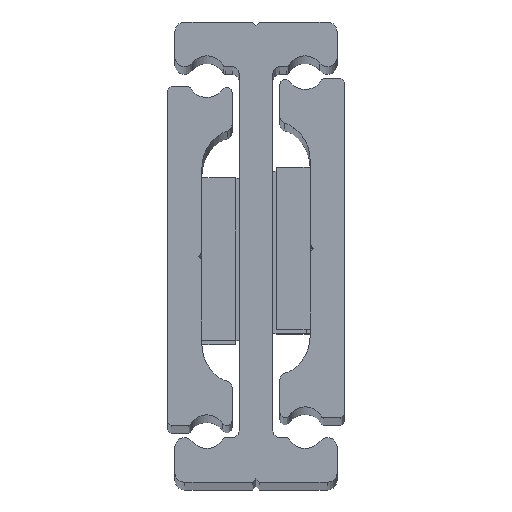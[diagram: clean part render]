
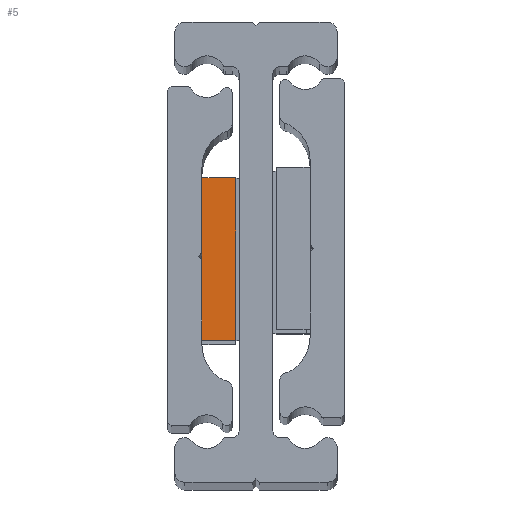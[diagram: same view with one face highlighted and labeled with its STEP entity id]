
A CAD part, top view. The second image highlights one B-rep face of the part: STEP entity #5.
In plain terms, the highlighted planar face has unit normal (0, 0, 1).
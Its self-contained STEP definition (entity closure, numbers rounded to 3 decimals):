
#5 = ADVANCED_FACE ( 'NONE', ( #4515 ), #2255, .T. ) ;
#123 = CARTESIAN_POINT ( 'NONE',  ( -10., -12., 401.55 ) ) ;
#125 = CARTESIAN_POINT ( 'NONE',  ( -10., 12., 401.55 ) ) ;
#135 = CARTESIAN_POINT ( 'NONE',  ( -5., 12., 401.55 ) ) ;
#234 = CARTESIAN_POINT ( 'NONE',  ( -5., 0.5, 401.55 ) ) ;
#250 = CARTESIAN_POINT ( 'NONE',  ( -5., -0.5, 401.55 ) ) ;
#279 = CARTESIAN_POINT ( 'NONE',  ( -5., -12., 401.55 ) ) ;
#1191 = EDGE_LOOP ( 'NONE', ( #4187, #4188, #4189, #4190, #4191, #4192 ) ) ;
#1473 = CARTESIAN_POINT ( 'NONE',  ( -37.153, 12., 401.55 ) ) ;
#1474 = DIRECTION ( 'NONE',  ( 1., 0., 0. ) ) ;
#1475 = CARTESIAN_POINT ( 'NONE',  ( -10., 12., 401.55 ) ) ;
#1478 = DIRECTION ( 'NONE',  ( 0., 1., 0. ) ) ;
#1484 = CARTESIAN_POINT ( 'NONE',  ( -37.153, -12., 401.55 ) ) ;
#1485 = DIRECTION ( 'NONE',  ( 1., 0., 0. ) ) ;
#1486 = CARTESIAN_POINT ( 'NONE',  ( -5., 12., 401.55 ) ) ;
#1490 = DIRECTION ( 'NONE',  ( 0., -1., 0. ) ) ;
#1828 = EDGE_CURVE ( 'NONE', #2266, #2372, #3077, .T. ) ;
#1846 = EDGE_CURVE ( 'NONE', #2388, #2435, #3111, .T. ) ;
#1932 = EDGE_CURVE ( 'NONE', #2250, #2266, #3247, .T. ) ;
#1934 = EDGE_CURVE ( 'NONE', #2247, #2250, #3244, .T. ) ;
#1937 = EDGE_CURVE ( 'NONE', #2247, #2435, #3253, .T. ) ;
#1939 = EDGE_CURVE ( 'NONE', #2372, #2388, #3255, .T. ) ;
#1993 = AXIS2_PLACEMENT_3D ( 'NONE', #2414, #2423, #2425 ) ;
#2247 = VERTEX_POINT ( 'NONE', #123 ) ;
#2250 = VERTEX_POINT ( 'NONE', #125 ) ;
#2255 = PLANE ( 'NONE',  #1993 ) ;
#2266 = VERTEX_POINT ( 'NONE', #135 ) ;
#2372 = VERTEX_POINT ( 'NONE', #234 ) ;
#2388 = VERTEX_POINT ( 'NONE', #250 ) ;
#2414 = CARTESIAN_POINT ( 'NONE',  ( -37.153, 12., 401.55 ) ) ;
#2423 = DIRECTION ( 'NONE',  ( 0., 0., 1. ) ) ;
#2425 = DIRECTION ( 'NONE',  ( 0., -1., 0. ) ) ;
#2435 = VERTEX_POINT ( 'NONE', #279 ) ;
#3077 = LINE ( 'NONE', #3804, #3080 ) ;
#3080 = VECTOR ( 'NONE', #3805, 1000. ) ;
#3111 = LINE ( 'NONE', #3847, #3112 ) ;
#3112 = VECTOR ( 'NONE', #3848, 1000. ) ;
#3244 = LINE ( 'NONE', #1475, #3250 ) ;
#3247 = LINE ( 'NONE', #1473, #3248 ) ;
#3248 = VECTOR ( 'NONE', #1474, 1000. ) ;
#3250 = VECTOR ( 'NONE', #1478, 1000. ) ;
#3251 = VECTOR ( 'NONE', #1485, 1000. ) ;
#3253 = LINE ( 'NONE', #1484, #3251 ) ;
#3255 = LINE ( 'NONE', #1486, #3260 ) ;
#3260 = VECTOR ( 'NONE', #1490, 1000. ) ;
#3804 = CARTESIAN_POINT ( 'NONE',  ( -5., 12., 401.55 ) ) ;
#3805 = DIRECTION ( 'NONE',  ( 0., -1., 0. ) ) ;
#3847 = CARTESIAN_POINT ( 'NONE',  ( -5., -0.5, 401.55 ) ) ;
#3848 = DIRECTION ( 'NONE',  ( 0., -1., 0. ) ) ;
#4187 = ORIENTED_EDGE ( 'NONE', *, *, #1934, .F. ) ;
#4188 = ORIENTED_EDGE ( 'NONE', *, *, #1937, .T. ) ;
#4189 = ORIENTED_EDGE ( 'NONE', *, *, #1846, .F. ) ;
#4190 = ORIENTED_EDGE ( 'NONE', *, *, #1939, .F. ) ;
#4191 = ORIENTED_EDGE ( 'NONE', *, *, #1828, .F. ) ;
#4192 = ORIENTED_EDGE ( 'NONE', *, *, #1932, .F. ) ;
#4515 = FACE_OUTER_BOUND ( 'NONE', #1191, .T. ) ;
